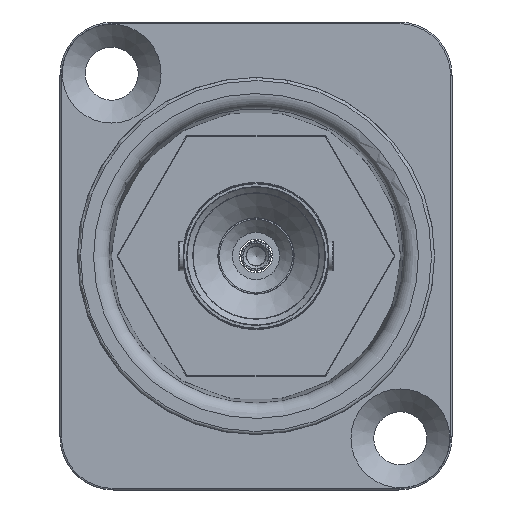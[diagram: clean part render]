
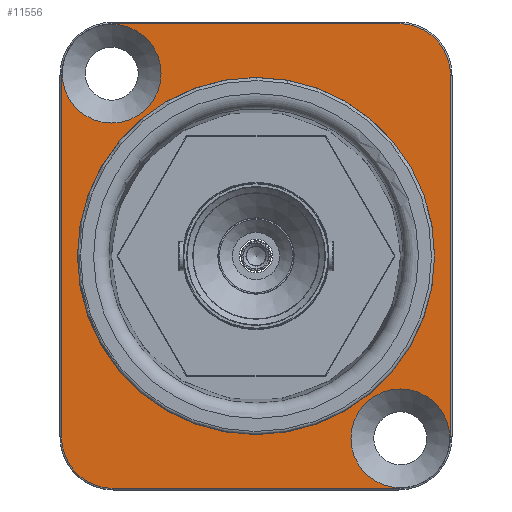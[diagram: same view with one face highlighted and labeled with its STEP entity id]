
A CAD part, front view. The second image highlights one B-rep face of the part: STEP entity #11556.
In plain terms, the highlighted planar face has unit normal (0, -1, 0).
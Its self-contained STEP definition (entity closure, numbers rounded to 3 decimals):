
#1067=FACE_BOUND('',#2532,.T.);
#1068=FACE_BOUND('',#2533,.T.);
#1069=FACE_BOUND('',#2534,.T.);
#1165=PLANE('',#12639);
#1824=FACE_OUTER_BOUND('',#2531,.T.);
#2531=EDGE_LOOP('',(#9792,#9793,#9794,#9795,#9796,#9797,#9798,#9799));
#2532=EDGE_LOOP('',(#9800));
#2533=EDGE_LOOP('',(#9801));
#2534=EDGE_LOOP('',(#9802));
#2953=LINE('',#72770,#3347);
#2954=LINE('',#72774,#3348);
#2955=LINE('',#72778,#3349);
#2956=LINE('',#72781,#3350);
#3347=VECTOR('',#15148,23.8);
#3348=VECTOR('',#15151,18.8);
#3349=VECTOR('',#15154,23.8);
#3350=VECTOR('',#15157,18.8);
#3918=CIRCLE('',#12640,3.4);
#3919=CIRCLE('',#12641,3.4);
#3920=CIRCLE('',#12642,3.4);
#3921=CIRCLE('',#12643,3.4);
#3922=CIRCLE('',#12644,3.25);
#3923=CIRCLE('',#12645,3.25);
#3924=CIRCLE('',#12646,11.75);
#4939=VERTEX_POINT('',#72766);
#4940=VERTEX_POINT('',#72767);
#4941=VERTEX_POINT('',#72769);
#4942=VERTEX_POINT('',#72771);
#4943=VERTEX_POINT('',#72773);
#4944=VERTEX_POINT('',#72775);
#4945=VERTEX_POINT('',#72777);
#4946=VERTEX_POINT('',#72779);
#4947=VERTEX_POINT('',#72782);
#4948=VERTEX_POINT('',#72784);
#4949=VERTEX_POINT('',#72786);
#6571=EDGE_CURVE('',#4939,#4940,#3918,.T.);
#6572=EDGE_CURVE('',#4940,#4941,#2953,.T.);
#6573=EDGE_CURVE('',#4941,#4942,#3919,.T.);
#6574=EDGE_CURVE('',#4942,#4943,#2954,.T.);
#6575=EDGE_CURVE('',#4943,#4944,#3920,.T.);
#6576=EDGE_CURVE('',#4944,#4945,#2955,.T.);
#6577=EDGE_CURVE('',#4945,#4946,#3921,.T.);
#6578=EDGE_CURVE('',#4946,#4939,#2956,.T.);
#6579=EDGE_CURVE('',#4947,#4947,#3922,.T.);
#6580=EDGE_CURVE('',#4948,#4948,#3923,.T.);
#6581=EDGE_CURVE('',#4949,#4949,#3924,.T.);
#9792=ORIENTED_EDGE('',*,*,#6571,.T.);
#9793=ORIENTED_EDGE('',*,*,#6572,.T.);
#9794=ORIENTED_EDGE('',*,*,#6573,.T.);
#9795=ORIENTED_EDGE('',*,*,#6574,.T.);
#9796=ORIENTED_EDGE('',*,*,#6575,.T.);
#9797=ORIENTED_EDGE('',*,*,#6576,.T.);
#9798=ORIENTED_EDGE('',*,*,#6577,.T.);
#9799=ORIENTED_EDGE('',*,*,#6578,.T.);
#9800=ORIENTED_EDGE('',*,*,#6579,.T.);
#9801=ORIENTED_EDGE('',*,*,#6580,.T.);
#9802=ORIENTED_EDGE('',*,*,#6581,.F.);
#11556=ADVANCED_FACE('',(#1824,#1067,#1068,#1069),#1165,.F.);
#12639=AXIS2_PLACEMENT_3D('',#72765,#15144,#15145);
#12640=AXIS2_PLACEMENT_3D('',#72768,#15146,#15147);
#12641=AXIS2_PLACEMENT_3D('',#72772,#15149,#15150);
#12642=AXIS2_PLACEMENT_3D('',#72776,#15152,#15153);
#12643=AXIS2_PLACEMENT_3D('',#72780,#15155,#15156);
#12644=AXIS2_PLACEMENT_3D('',#72783,#15158,#15159);
#12645=AXIS2_PLACEMENT_3D('',#72785,#15160,#15161);
#12646=AXIS2_PLACEMENT_3D('',#72787,#15162,#15163);
#15144=DIRECTION('center_axis',(0.,1.,0.));
#15145=DIRECTION('ref_axis',(1.,0.,0.));
#15146=DIRECTION('center_axis',(0.,-1.,0.));
#15147=DIRECTION('ref_axis',(0.,0.,-1.));
#15148=DIRECTION('',(0.,0.,1.));
#15149=DIRECTION('center_axis',(0.,-1.,0.));
#15150=DIRECTION('ref_axis',(1.,0.,0.));
#15151=DIRECTION('',(-1.,0.,0.));
#15152=DIRECTION('center_axis',(0.,-1.,0.));
#15153=DIRECTION('ref_axis',(0.,0.,1.));
#15154=DIRECTION('',(0.,0.,-1.));
#15155=DIRECTION('center_axis',(0.,-1.,0.));
#15156=DIRECTION('ref_axis',(-1.,0.,0.));
#15157=DIRECTION('',(1.,0.,0.));
#15158=DIRECTION('center_axis',(0.,1.,0.));
#15159=DIRECTION('ref_axis',(1.,0.,0.));
#15160=DIRECTION('center_axis',(0.,1.,0.));
#15161=DIRECTION('ref_axis',(1.,0.,0.));
#15162=DIRECTION('center_axis',(0.,-1.,0.));
#15163=DIRECTION('ref_axis',(-1.,0.,0.));
#72765=CARTESIAN_POINT('Origin',(0.,0.,0.));
#72766=CARTESIAN_POINT('',(9.4,0.,-15.3));
#72767=CARTESIAN_POINT('',(12.8,0.,-11.9));
#72768=CARTESIAN_POINT('Origin',(9.4,0.,-11.9));
#72769=CARTESIAN_POINT('',(12.8,0.,11.9));
#72770=CARTESIAN_POINT('',(12.8,0.,-11.9));
#72771=CARTESIAN_POINT('',(9.4,0.,15.3));
#72772=CARTESIAN_POINT('Origin',(9.4,0.,11.9));
#72773=CARTESIAN_POINT('',(-9.4,0.,15.3));
#72774=CARTESIAN_POINT('',(9.4,0.,15.3));
#72775=CARTESIAN_POINT('',(-12.8,0.,11.9));
#72776=CARTESIAN_POINT('Origin',(-9.4,0.,11.9));
#72777=CARTESIAN_POINT('',(-12.8,0.,-11.9));
#72778=CARTESIAN_POINT('',(-12.8,0.,11.9));
#72779=CARTESIAN_POINT('',(-9.4,0.,-15.3));
#72780=CARTESIAN_POINT('Origin',(-9.4,0.,-11.9));
#72781=CARTESIAN_POINT('',(-9.4,0.,-15.3));
#72782=CARTESIAN_POINT('',(-9.5,0.,15.25));
#72783=CARTESIAN_POINT('Origin',(-9.5,0.,12.));
#72784=CARTESIAN_POINT('',(9.5,0.,-8.75));
#72785=CARTESIAN_POINT('Origin',(9.5,0.,-12.));
#72786=CARTESIAN_POINT('',(11.75,0.,0.));
#72787=CARTESIAN_POINT('Origin',(0.,0.,0.));
